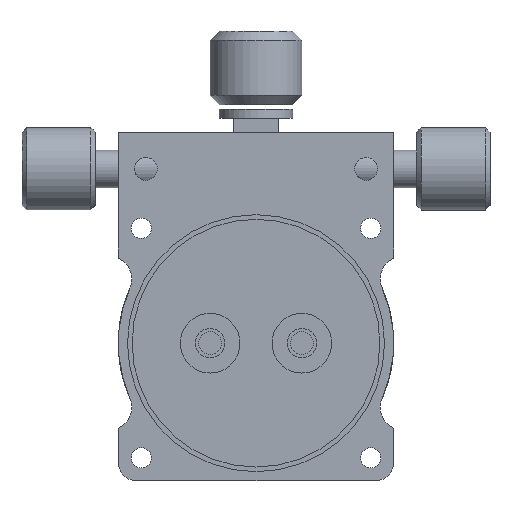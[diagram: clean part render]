
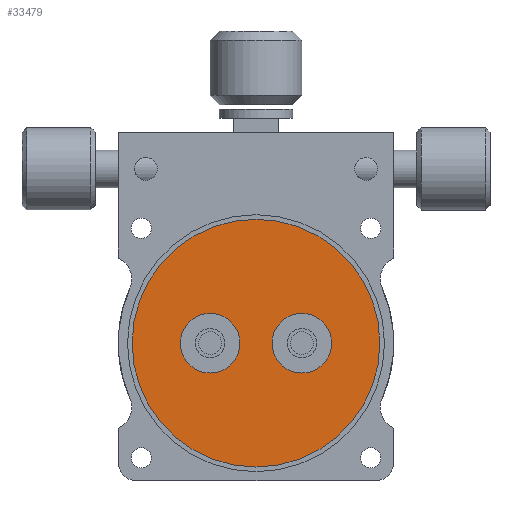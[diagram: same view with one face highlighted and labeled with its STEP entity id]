
A CAD part, front view. The second image highlights one B-rep face of the part: STEP entity #33479.
In plain terms, the highlighted planar face has unit normal (0, -1, 0).
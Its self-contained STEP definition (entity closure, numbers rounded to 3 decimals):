
#3541 = CIRCLE ( 'NONE', #56318, 3.25 ) ;
#5775 = ORIENTED_EDGE ( 'NONE', *, *, #46142, .F. ) ;
#6349 = EDGE_CURVE ( 'NONE', #18581, #18581, #50521, .T. ) ;
#7998 = VERTEX_POINT ( 'NONE', #27564 ) ;
#8434 = ORIENTED_EDGE ( 'NONE', *, *, #6349, .T. ) ;
#10007 = EDGE_LOOP ( 'NONE', ( #55980 ) ) ;
#11937 = CARTESIAN_POINT ( 'NONE',  ( -1.239, -10.611, 41. ) ) ;
#12073 = AXIS2_PLACEMENT_3D ( 'NONE', #31480, #27257, #32076 ) ;
#12453 = DIRECTION ( 'NONE',  ( 0., 0., -1. ) ) ;
#14057 = CARTESIAN_POINT ( 'NONE',  ( -1.239, -10.611, 27.5 ) ) ;
#16440 = DIRECTION ( 'NONE',  ( 0., 0., -1. ) ) ;
#18581 = VERTEX_POINT ( 'NONE', #14057 ) ;
#21302 = CARTESIAN_POINT ( 'NONE',  ( 3.761, -10.611, 41. ) ) ;
#25198 = PLANE ( 'NONE',  #40253 ) ;
#26435 = EDGE_CURVE ( 'NONE', #38109, #38109, #3541, .T. ) ;
#27257 = DIRECTION ( 'NONE',  ( 0., -1., 0. ) ) ;
#27564 = CARTESIAN_POINT ( 'NONE',  ( -6.239, -10.611, 37.75 ) ) ;
#30948 = DIRECTION ( 'NONE',  ( 0., 0., -1. ) ) ;
#31480 = CARTESIAN_POINT ( 'NONE',  ( -1.239, -10.611, 41. ) ) ;
#32076 = DIRECTION ( 'NONE',  ( 0., 0., -1. ) ) ;
#33479 = ADVANCED_FACE ( 'NONE', ( #38452, #52254, #33650 ), #25198, .T. ) ;
#33650 = FACE_OUTER_BOUND ( 'NONE', #46972, .T. ) ;
#34124 = DIRECTION ( 'NONE',  ( 0., -1., 0. ) ) ;
#34260 = DIRECTION ( 'NONE',  ( 0., -1., 0. ) ) ;
#38109 = VERTEX_POINT ( 'NONE', #56139 ) ;
#38452 = FACE_BOUND ( 'NONE', #57280, .T. ) ;
#38940 = CIRCLE ( 'NONE', #46583, 3.25 ) ;
#40253 = AXIS2_PLACEMENT_3D ( 'NONE', #11937, #47161, #16440 ) ;
#43428 = CARTESIAN_POINT ( 'NONE',  ( -6.239, -10.611, 41. ) ) ;
#46142 = EDGE_CURVE ( 'NONE', #7998, #7998, #38940, .T. ) ;
#46583 = AXIS2_PLACEMENT_3D ( 'NONE', #43428, #34124, #12453 ) ;
#46972 = EDGE_LOOP ( 'NONE', ( #8434 ) ) ;
#47161 = DIRECTION ( 'NONE',  ( 0., -1., 0. ) ) ;
#50521 = CIRCLE ( 'NONE', #12073, 13.5 ) ;
#52254 = FACE_BOUND ( 'NONE', #10007, .T. ) ;
#55980 = ORIENTED_EDGE ( 'NONE', *, *, #26435, .F. ) ;
#56139 = CARTESIAN_POINT ( 'NONE',  ( 3.761, -10.611, 37.75 ) ) ;
#56318 = AXIS2_PLACEMENT_3D ( 'NONE', #21302, #34260, #30948 ) ;
#57280 = EDGE_LOOP ( 'NONE', ( #5775 ) ) ;
